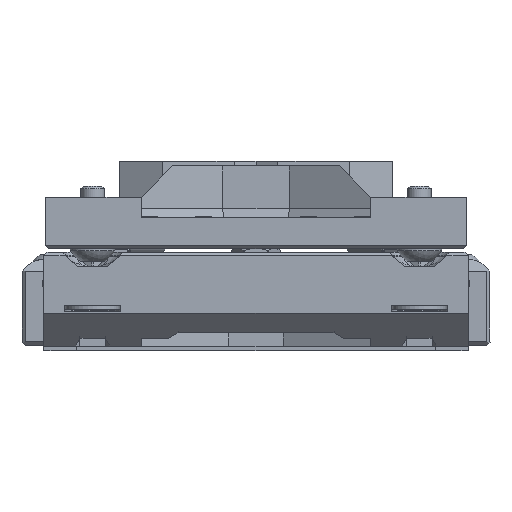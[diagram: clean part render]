
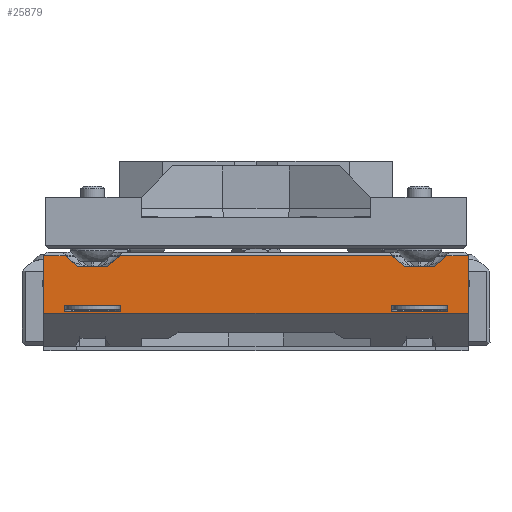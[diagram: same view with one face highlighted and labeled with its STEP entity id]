
A CAD part, front view. The second image highlights one B-rep face of the part: STEP entity #25879.
In plain terms, the highlighted planar face has unit normal (0, -1, 0).
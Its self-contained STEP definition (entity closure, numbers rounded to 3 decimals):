
#916=FACE_BOUND('',#4628,.T.);
#917=FACE_BOUND('',#4629,.T.);
#1977=PLANE('',#28076);
#3081=FACE_OUTER_BOUND('',#4627,.T.);
#4627=EDGE_LOOP('',(#19923,#19924,#19925,#19926,#19927,#19928,#19929,#19930,
#19931,#19932,#19933,#19934,#19935,#19936,#19937,#19938));
#4628=EDGE_LOOP('',(#19939,#19940,#19941,#19942));
#4629=EDGE_LOOP('',(#19943,#19944,#19945,#19946));
#6144=LINE('',#41715,#8364);
#6286=LINE('',#42034,#8506);
#6373=LINE('',#42574,#8593);
#6417=LINE('',#42667,#8637);
#6441=LINE('',#42818,#8661);
#6443=LINE('',#42821,#8663);
#6456=LINE('',#42854,#8676);
#6457=LINE('',#42856,#8677);
#6458=LINE('',#42858,#8678);
#6459=LINE('',#42860,#8679);
#6460=LINE('',#42862,#8680);
#6461=LINE('',#42863,#8681);
#6462=LINE('',#42865,#8682);
#6463=LINE('',#42867,#8683);
#6464=LINE('',#42869,#8684);
#6465=LINE('',#42870,#8685);
#6466=LINE('',#42873,#8686);
#6467=LINE('',#42875,#8687);
#6468=LINE('',#42877,#8688);
#6469=LINE('',#42878,#8689);
#6470=LINE('',#42881,#8690);
#6471=LINE('',#42883,#8691);
#6472=LINE('',#42885,#8692);
#6473=LINE('',#42886,#8693);
#8364=VECTOR('',#31309,10.);
#8506=VECTOR('',#31525,10.);
#8593=VECTOR('',#31880,10.);
#8637=VECTOR('',#31976,10.);
#8661=VECTOR('',#32066,10.);
#8663=VECTOR('',#32070,10.);
#8676=VECTOR('',#32095,10.);
#8677=VECTOR('',#32096,10.);
#8678=VECTOR('',#32097,10.);
#8679=VECTOR('',#32098,10.);
#8680=VECTOR('',#32099,10.);
#8681=VECTOR('',#32100,10.);
#8682=VECTOR('',#32101,10.);
#8683=VECTOR('',#32102,10.);
#8684=VECTOR('',#32103,10.);
#8685=VECTOR('',#32104,10.);
#8686=VECTOR('',#32105,10.);
#8687=VECTOR('',#32106,10.);
#8688=VECTOR('',#32107,10.);
#8689=VECTOR('',#32108,10.);
#8690=VECTOR('',#32109,10.);
#8691=VECTOR('',#32110,10.);
#8692=VECTOR('',#32111,10.);
#8693=VECTOR('',#32112,10.);
#11664=VERTEX_POINT('',#41711);
#11666=VERTEX_POINT('',#41714);
#11789=VERTEX_POINT('',#41987);
#11801=VERTEX_POINT('',#42028);
#11963=VERTEX_POINT('',#42572);
#11964=VERTEX_POINT('',#42573);
#11985=VERTEX_POINT('',#42658);
#11987=VERTEX_POINT('',#42666);
#12012=VERTEX_POINT('',#42817);
#12027=VERTEX_POINT('',#42855);
#12028=VERTEX_POINT('',#42857);
#12029=VERTEX_POINT('',#42859);
#12030=VERTEX_POINT('',#42861);
#12031=VERTEX_POINT('',#42864);
#12032=VERTEX_POINT('',#42866);
#12033=VERTEX_POINT('',#42868);
#12034=VERTEX_POINT('',#42871);
#12035=VERTEX_POINT('',#42872);
#12036=VERTEX_POINT('',#42874);
#12037=VERTEX_POINT('',#42876);
#12038=VERTEX_POINT('',#42879);
#12039=VERTEX_POINT('',#42880);
#12040=VERTEX_POINT('',#42882);
#12041=VERTEX_POINT('',#42884);
#14438=EDGE_CURVE('',#11666,#11664,#6144,.T.);
#14597=EDGE_CURVE('',#11789,#11801,#6286,.T.);
#14802=EDGE_CURVE('',#11963,#11964,#6373,.T.);
#14849=EDGE_CURVE('',#11985,#11987,#6417,.T.);
#14894=EDGE_CURVE('',#12012,#11987,#6441,.T.);
#14896=EDGE_CURVE('',#11985,#11666,#6443,.T.);
#14913=EDGE_CURVE('',#11964,#11664,#6456,.T.);
#14914=EDGE_CURVE('',#11963,#12027,#6457,.T.);
#14915=EDGE_CURVE('',#12028,#12027,#6458,.T.);
#14916=EDGE_CURVE('',#12028,#12029,#6459,.T.);
#14917=EDGE_CURVE('',#12030,#12029,#6460,.T.);
#14918=EDGE_CURVE('',#12030,#11801,#6461,.T.);
#14919=EDGE_CURVE('',#11789,#12031,#6462,.T.);
#14920=EDGE_CURVE('',#12032,#12031,#6463,.T.);
#14921=EDGE_CURVE('',#12032,#12033,#6464,.T.);
#14922=EDGE_CURVE('',#12012,#12033,#6465,.T.);
#14923=EDGE_CURVE('',#12034,#12035,#6466,.T.);
#14924=EDGE_CURVE('',#12035,#12036,#6467,.T.);
#14925=EDGE_CURVE('',#12036,#12037,#6468,.T.);
#14926=EDGE_CURVE('',#12037,#12034,#6469,.T.);
#14927=EDGE_CURVE('',#12038,#12039,#6470,.T.);
#14928=EDGE_CURVE('',#12039,#12040,#6471,.T.);
#14929=EDGE_CURVE('',#12040,#12041,#6472,.T.);
#14930=EDGE_CURVE('',#12041,#12038,#6473,.T.);
#19923=ORIENTED_EDGE('',*,*,#14438,.T.);
#19924=ORIENTED_EDGE('',*,*,#14913,.F.);
#19925=ORIENTED_EDGE('',*,*,#14802,.F.);
#19926=ORIENTED_EDGE('',*,*,#14914,.T.);
#19927=ORIENTED_EDGE('',*,*,#14915,.F.);
#19928=ORIENTED_EDGE('',*,*,#14916,.T.);
#19929=ORIENTED_EDGE('',*,*,#14917,.F.);
#19930=ORIENTED_EDGE('',*,*,#14918,.T.);
#19931=ORIENTED_EDGE('',*,*,#14597,.F.);
#19932=ORIENTED_EDGE('',*,*,#14919,.T.);
#19933=ORIENTED_EDGE('',*,*,#14920,.F.);
#19934=ORIENTED_EDGE('',*,*,#14921,.T.);
#19935=ORIENTED_EDGE('',*,*,#14922,.F.);
#19936=ORIENTED_EDGE('',*,*,#14894,.T.);
#19937=ORIENTED_EDGE('',*,*,#14849,.F.);
#19938=ORIENTED_EDGE('',*,*,#14896,.T.);
#19939=ORIENTED_EDGE('',*,*,#14923,.T.);
#19940=ORIENTED_EDGE('',*,*,#14924,.T.);
#19941=ORIENTED_EDGE('',*,*,#14925,.T.);
#19942=ORIENTED_EDGE('',*,*,#14926,.T.);
#19943=ORIENTED_EDGE('',*,*,#14927,.T.);
#19944=ORIENTED_EDGE('',*,*,#14928,.T.);
#19945=ORIENTED_EDGE('',*,*,#14929,.T.);
#19946=ORIENTED_EDGE('',*,*,#14930,.T.);
#25879=ADVANCED_FACE('',(#3081,#916,#917),#1977,.T.);
#28076=AXIS2_PLACEMENT_3D('',#42853,#32093,#32094);
#31309=DIRECTION('',(1.,0.,0.));
#31525=DIRECTION('',(1.,0.,0.));
#31880=DIRECTION('',(1.,0.,0.));
#31976=DIRECTION('',(1.,0.,0.));
#32066=DIRECTION('',(0.,0.,1.));
#32070=DIRECTION('',(0.,0.,-1.));
#32093=DIRECTION('center_axis',(0.,-1.,0.));
#32094=DIRECTION('ref_axis',(-1.,0.,0.));
#32095=DIRECTION('',(0.,0.,-1.));
#32096=DIRECTION('',(0.,0.,-1.));
#32097=DIRECTION('',(0.766,0.,0.643));
#32098=DIRECTION('',(-1.,0.,0.));
#32099=DIRECTION('',(0.766,0.,-0.643));
#32100=DIRECTION('',(0.,0.,1.));
#32101=DIRECTION('',(0.,0.,-1.));
#32102=DIRECTION('',(0.766,0.,0.643));
#32103=DIRECTION('',(-1.,0.,0.));
#32104=DIRECTION('',(0.766,0.,-0.643));
#32105=DIRECTION('',(0.,0.,1.));
#32106=DIRECTION('',(1.,0.,0.));
#32107=DIRECTION('',(0.,0.,-1.));
#32108=DIRECTION('',(-1.,0.,0.));
#32109=DIRECTION('',(0.,0.,1.));
#32110=DIRECTION('',(1.,0.,0.));
#32111=DIRECTION('',(0.,0.,-1.));
#32112=DIRECTION('',(-1.,0.,0.));
#41711=CARTESIAN_POINT('',(27.2,-47.5,-7.8));
#41714=CARTESIAN_POINT('',(-27.2,-47.5,-7.8));
#41715=CARTESIAN_POINT('',(0.,-47.5,-7.8));
#41987=CARTESIAN_POINT('',(-17.55,-47.5,-0.4));
#42028=CARTESIAN_POINT('',(17.55,-47.5,-0.4));
#42034=CARTESIAN_POINT('',(13.6,-47.5,-0.4));
#42572=CARTESIAN_POINT('',(24.35,-47.5,-0.4));
#42573=CARTESIAN_POINT('',(27.2,-47.5,-0.4));
#42574=CARTESIAN_POINT('',(13.6,-47.5,-0.4));
#42658=CARTESIAN_POINT('',(-27.2,-47.5,-0.4));
#42666=CARTESIAN_POINT('',(-24.35,-47.5,-0.4));
#42667=CARTESIAN_POINT('',(13.6,-47.5,-0.4));
#42817=CARTESIAN_POINT('',(-24.35,-47.5,-0.55));
#42818=CARTESIAN_POINT('',(-24.35,-47.5,0.));
#42821=CARTESIAN_POINT('',(-27.2,-47.5,-11.));
#42853=CARTESIAN_POINT('Origin',(27.2,-47.5,0.));
#42854=CARTESIAN_POINT('',(27.2,-47.5,0.));
#42855=CARTESIAN_POINT('',(24.35,-47.5,-0.55));
#42856=CARTESIAN_POINT('',(24.35,-47.5,0.));
#42857=CARTESIAN_POINT('',(22.86,-47.5,-1.8));
#42858=CARTESIAN_POINT('',(24.949,-47.5,-0.047));
#42859=CARTESIAN_POINT('',(19.04,-47.5,-1.8));
#42860=CARTESIAN_POINT('',(24.075,-47.5,-1.8));
#42861=CARTESIAN_POINT('',(17.55,-47.5,-0.55));
#42862=CARTESIAN_POINT('',(20.618,-47.5,-3.125));
#42863=CARTESIAN_POINT('',(17.55,-47.5,0.));
#42864=CARTESIAN_POINT('',(-17.55,-47.5,-0.55));
#42865=CARTESIAN_POINT('',(-17.55,-47.5,0.));
#42866=CARTESIAN_POINT('',(-19.04,-47.5,-1.8));
#42867=CARTESIAN_POINT('',(-16.951,-47.5,-0.047));
#42868=CARTESIAN_POINT('',(-22.86,-47.5,-1.8));
#42869=CARTESIAN_POINT('',(-17.825,-47.5,-1.8));
#42870=CARTESIAN_POINT('',(-21.282,-47.5,-3.125));
#42871=CARTESIAN_POINT('',(17.35,-47.5,-7.6));
#42872=CARTESIAN_POINT('',(17.35,-47.5,-6.8));
#42873=CARTESIAN_POINT('',(17.35,-47.5,-3.8));
#42874=CARTESIAN_POINT('',(24.55,-47.5,-6.8));
#42875=CARTESIAN_POINT('',(24.075,-47.5,-6.8));
#42876=CARTESIAN_POINT('',(24.55,-47.5,-7.6));
#42877=CARTESIAN_POINT('',(24.55,-47.5,-3.8));
#42878=CARTESIAN_POINT('',(24.075,-47.5,-7.6));
#42879=CARTESIAN_POINT('',(-24.55,-47.5,-7.6));
#42880=CARTESIAN_POINT('',(-24.55,-47.5,-6.8));
#42881=CARTESIAN_POINT('',(-24.55,-47.5,-3.8));
#42882=CARTESIAN_POINT('',(-17.35,-47.5,-6.8));
#42883=CARTESIAN_POINT('',(-17.825,-47.5,-6.8));
#42884=CARTESIAN_POINT('',(-17.35,-47.5,-7.6));
#42885=CARTESIAN_POINT('',(-17.35,-47.5,-3.8));
#42886=CARTESIAN_POINT('',(-17.825,-47.5,-7.6));
